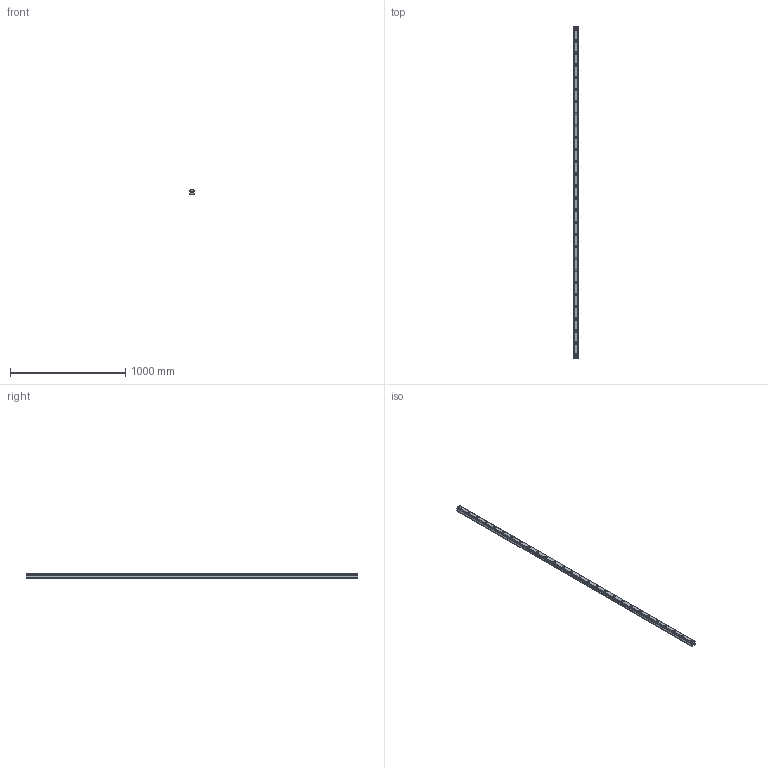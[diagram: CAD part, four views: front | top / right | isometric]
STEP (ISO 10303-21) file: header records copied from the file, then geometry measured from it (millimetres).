
FILE_DESCRIPTION(('STEP AP214'),'1');
FILE_NAME('cctmp_15511223-9426-4EF0-8434-071EEF3ED2CE_2020_10_29_9_49_15_464..stp','2020-10-29T08:49:15',('HIWIN GmbH'),('CADClick - www.CADClick.com'),'Spatial InterOp 3D',' ','unknown authorization');
FILE_SCHEMA(('AUTOMOTIVE_DESIGN'));
Length unit declared in the file: millimetre
Products named in the file (1): HGR45R2885H_FILE
Bounding box: 45 x 2885 x 38 mm (x, y, z)
Volume: 3876672.7 mm3; surface area: 560772.1 mm2
Topology: 1 solids, 1 shells, 349 faces, 777 edges, 518 vertices
Faces by surface type: plane 177, cylinder 172
Entity records: 12611 total; most frequent: DIRECTION 1821, CARTESIAN_POINT 1645, ORIENTED_EDGE 1554, EDGE_CURVE 777, AXIS2_PLACEMENT_3D 694, VERTEX_POINT 518, EDGE_LOOP 437, LINE 433
